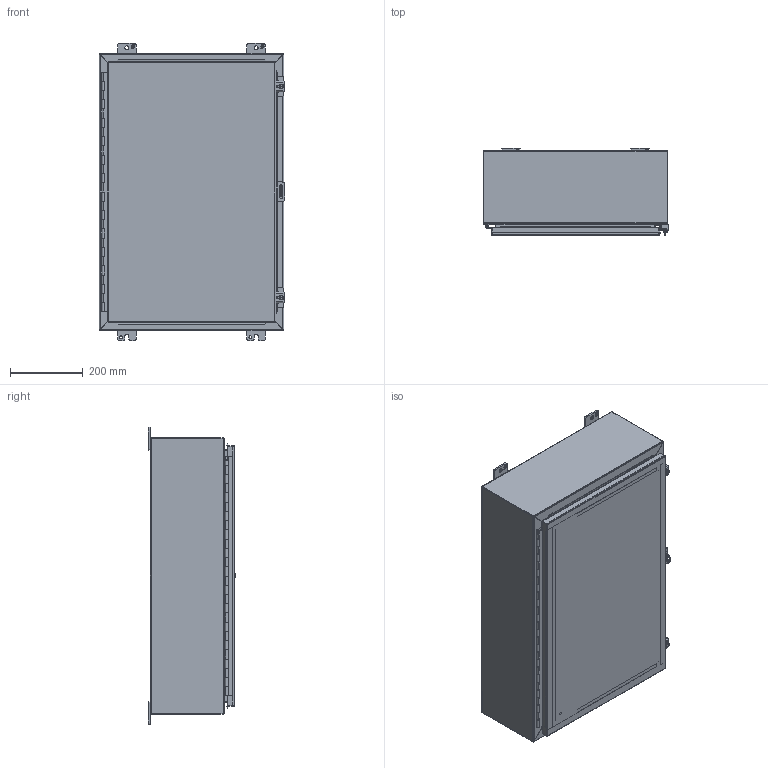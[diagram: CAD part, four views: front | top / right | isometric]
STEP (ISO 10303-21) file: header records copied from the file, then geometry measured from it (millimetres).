
FILE_DESCRIPTION (( 'STEP AP214' ), '1' );
FILE_NAME ('1418F8.STEP', '2019-10-23T19:11:52', ( '' ), ( '' ), 'SwSTEP 2.0', 'SolidWorks 2019', '' );
FILE_SCHEMA (( 'AUTOMOTIVE_DESIGN' ));
Length unit declared in the file: inch
Products named in the file (1): 1418F8
Bounding box: 511.18 x 239.7 x 819.15 mm (x, y, z)
Volume: 9440040.3 mm3; surface area: 3693398.2 mm2
Topology: 37 solids, 37 shells, 985 faces, 2524 edges, 1637 vertices
Faces by surface type: plane 692, cylinder 251, bspline 32, cone 6, sphere 4
Full cylindrical faces by diameter (mm): 3.175 x1, 4.763 x1, 5.41 x2, 6.198 x2, 6.35 x2, 6.731 x2, 7.137 x2, 7.805 x2, 7.937 x4, 8.382 x4, 9.525 x4, 9.906 x2, 11.113 x4, 11.303 x2, 12.7 x6, 16.51 x4, 25.4 x2
Entity records: 43673 total; most frequent: CARTESIAN_POINT 7199, ORIENTED_EDGE 4916, DIRECTION 4723, EDGE_CURVE 2458, LINE 1889, VECTOR 1889, VERTEX_POINT 1637, AXIS2_PLACEMENT_3D 1417
